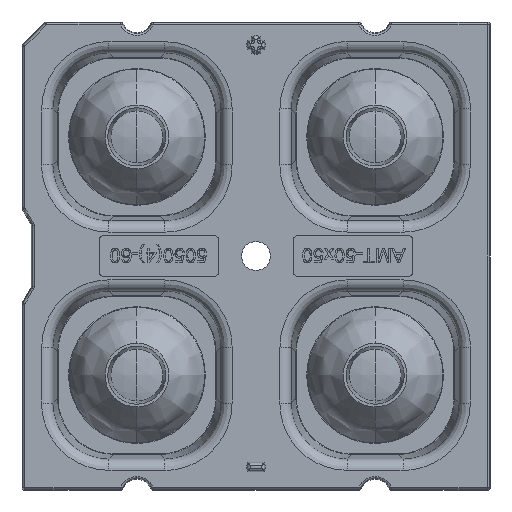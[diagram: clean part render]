
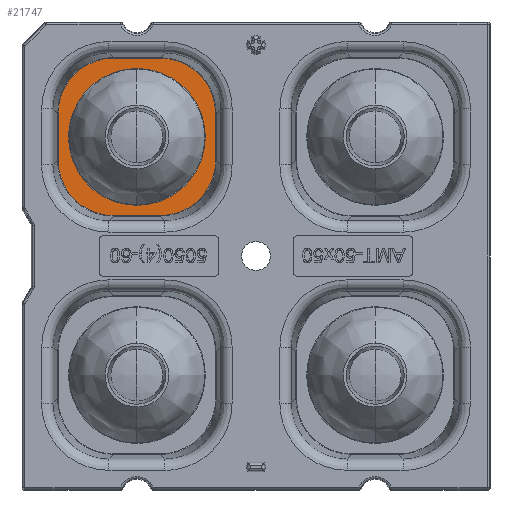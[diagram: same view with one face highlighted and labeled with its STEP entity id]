
A CAD part, front view. The second image highlights one B-rep face of the part: STEP entity #21747.
In plain terms, the highlighted planar face has unit normal (0, -1, 0).
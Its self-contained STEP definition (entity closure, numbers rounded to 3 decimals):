
#966 = VERTEX_POINT ( 'NONE', #25501 ) ;
#1115 = VERTEX_POINT ( 'NONE', #15981 ) ;
#1468 = CIRCLE ( 'NONE', #9040, 7.295 ) ;
#1810 = CARTESIAN_POINT ( 'NONE',  ( -4.31, 6.5, 15.212 ) ) ;
#1812 = DIRECTION ( 'NONE',  ( 0., 0., 1. ) ) ;
#2037 = DIRECTION ( 'NONE',  ( -1., 0., 0. ) ) ;
#2128 =( BOUNDED_CURVE ( )  B_SPLINE_CURVE ( 3, ( #25754, #19225, #25898, #27990 ),
 .UNSPECIFIED., .F., .F. ) 
 B_SPLINE_CURVE_WITH_KNOTS ( ( 4, 4 ),
 ( 2.36, 3.923 ),
 .UNSPECIFIED. ) 
 CURVE ( )  GEOMETRIC_REPRESENTATION_ITEM ( )  RATIONAL_B_SPLINE_CURVE ( ( 1., 0.807, 0.807, 1. ) ) 
 REPRESENTATION_ITEM ( '' )  );
#2638 = VERTEX_POINT ( 'NONE', #8492 ) ;
#3021 = CARTESIAN_POINT ( 'NONE',  ( -10.188, 6.5, 21.09 ) ) ;
#3389 = EDGE_CURVE ( 'NONE', #15484, #12165, #19690, .T. ) ;
#3414 = CARTESIAN_POINT ( 'NONE',  ( -15.212, 6.5, 4.31 ) ) ;
#4099 = PLANE ( 'NONE',  #6144 ) ;
#4248 = LINE ( 'NONE', #13286, #24283 ) ;
#5287 = EDGE_CURVE ( 'NONE', #1115, #13297, #15215, .T. ) ;
#5742 = LINE ( 'NONE', #16471, #26059 ) ;
#6144 = AXIS2_PLACEMENT_3D ( 'NONE', #12841, #26911, #21903 ) ;
#6427 = CARTESIAN_POINT ( 'NONE',  ( -12.7, 6.5, 5.405 ) ) ;
#6987 = ORIENTED_EDGE ( 'NONE', *, *, #5287, .T. ) ;
#7201 = CARTESIAN_POINT ( 'NONE',  ( -4.31, 6.5, 6.739 ) ) ;
#7433 = CARTESIAN_POINT ( 'NONE',  ( -21.09, 6.5, 15.212 ) ) ;
#7552 = VERTEX_POINT ( 'NONE', #7433 ) ;
#7570 = CARTESIAN_POINT ( 'NONE',  ( -21.09, 6.5, 6.739 ) ) ;
#7648 = EDGE_CURVE ( 'NONE', #7552, #17895, #26521, .T. ) ;
#8492 = CARTESIAN_POINT ( 'NONE',  ( -10.188, 6.5, 4.31 ) ) ;
#8915 = CARTESIAN_POINT ( 'NONE',  ( -4.31, 6.5, 18.661 ) ) ;
#9040 = AXIS2_PLACEMENT_3D ( 'NONE', #19614, #23921, #1812 ) ;
#9128 = LINE ( 'NONE', #20386, #22185 ) ;
#9979 = ORIENTED_EDGE ( 'NONE', *, *, #3389, .T. ) ;
#10076 = EDGE_CURVE ( 'NONE', #966, #2638, #9128, .T. ) ;
#10849 = CARTESIAN_POINT ( 'NONE',  ( -10.188, 6.5, 21.09 ) ) ;
#11510 = CARTESIAN_POINT ( 'NONE',  ( -12.7, 6.5, 19.995 ) ) ;
#12165 = VERTEX_POINT ( 'NONE', #6427 ) ;
#12841 = CARTESIAN_POINT ( 'NONE',  ( 0., 6.5, 0. ) ) ;
#13128 = FACE_OUTER_BOUND ( 'NONE', #18491, .T. ) ;
#13286 = CARTESIAN_POINT ( 'NONE',  ( -15.204, 6.5, 21.09 ) ) ;
#13297 = VERTEX_POINT ( 'NONE', #3021 ) ;
#13390 = VECTOR ( 'NONE', #21797, 1000. ) ;
#13562 = EDGE_CURVE ( 'NONE', #20065, #1115, #5742, .T. ) ;
#13666 = ORIENTED_EDGE ( 'NONE', *, *, #10076, .T. ) ;
#13877 = CARTESIAN_POINT ( 'NONE',  ( -12.7, 6.5, 12.7 ) ) ;
#13895 = EDGE_CURVE ( 'NONE', #2638, #20065, #19099, .T. ) ;
#14666 = CARTESIAN_POINT ( 'NONE',  ( -18.661, 6.5, 4.31 ) ) ;
#14767 = ORIENTED_EDGE ( 'NONE', *, *, #7648, .T. ) ;
#15196 = EDGE_CURVE ( 'NONE', #12165, #15484, #1468, .T. ) ;
#15211 = FACE_BOUND ( 'NONE', #24159, .T. ) ;
#15215 =( BOUNDED_CURVE ( )  B_SPLINE_CURVE ( 3, ( #1810, #8915, #24629, #10849 ),
 .UNSPECIFIED., .F., .F. ) 
 B_SPLINE_CURVE_WITH_KNOTS ( ( 4, 4 ),
 ( 2.36, 3.923 ),
 .UNSPECIFIED. ) 
 CURVE ( )  GEOMETRIC_REPRESENTATION_ITEM ( )  RATIONAL_B_SPLINE_CURVE ( ( 1., 0.807, 0.807, 1. ) ) 
 REPRESENTATION_ITEM ( '' )  );
#15484 = VERTEX_POINT ( 'NONE', #11510 ) ;
#15981 = CARTESIAN_POINT ( 'NONE',  ( -4.31, 6.5, 15.212 ) ) ;
#16471 = CARTESIAN_POINT ( 'NONE',  ( -4.31, 6.5, 15.204 ) ) ;
#16678 = CARTESIAN_POINT ( 'NONE',  ( -15.212, 6.5, 21.09 ) ) ;
#17895 = VERTEX_POINT ( 'NONE', #28342 ) ;
#17927 = ORIENTED_EDGE ( 'NONE', *, *, #15196, .T. ) ;
#17933 = CARTESIAN_POINT ( 'NONE',  ( -4.31, 6.5, 10.188 ) ) ;
#18280 = EDGE_CURVE ( 'NONE', #13297, #18805, #4248, .T. ) ;
#18484 = DIRECTION ( 'NONE',  ( 0., 0., 1. ) ) ;
#18491 = EDGE_LOOP ( 'NONE', ( #20700, #6987, #21027, #21602, #14767, #24183, #13666, #29320 ) ) ;
#18805 = VERTEX_POINT ( 'NONE', #16678 ) ;
#18973 = CARTESIAN_POINT ( 'NONE',  ( -21.09, 6.5, 10.188 ) ) ;
#19099 =( BOUNDED_CURVE ( )  B_SPLINE_CURVE ( 3, ( #27520, #25140, #7201, #20696 ),
 .UNSPECIFIED., .F., .F. ) 
 B_SPLINE_CURVE_WITH_KNOTS ( ( 4, 4 ),
 ( 2.36, 3.923 ),
 .UNSPECIFIED. ) 
 CURVE ( )  GEOMETRIC_REPRESENTATION_ITEM ( )  RATIONAL_B_SPLINE_CURVE ( ( 1., 0.807, 0.807, 1. ) ) 
 REPRESENTATION_ITEM ( '' )  );
#19205 = AXIS2_PLACEMENT_3D ( 'NONE', #13877, #22935, #18484 ) ;
#19225 = CARTESIAN_POINT ( 'NONE',  ( -18.661, 6.5, 21.09 ) ) ;
#19614 = CARTESIAN_POINT ( 'NONE',  ( -12.7, 6.5, 12.7 ) ) ;
#19690 = CIRCLE ( 'NONE', #19205, 7.295 ) ;
#19947 = DIRECTION ( 'NONE',  ( 1., 0., 0. ) ) ;
#20065 = VERTEX_POINT ( 'NONE', #17933 ) ;
#20386 = CARTESIAN_POINT ( 'NONE',  ( -10.196, 6.5, 4.31 ) ) ;
#20696 = CARTESIAN_POINT ( 'NONE',  ( -4.31, 6.5, 10.188 ) ) ;
#20700 = ORIENTED_EDGE ( 'NONE', *, *, #13562, .T. ) ;
#21027 = ORIENTED_EDGE ( 'NONE', *, *, #18280, .T. ) ;
#21602 = ORIENTED_EDGE ( 'NONE', *, *, #28632, .T. ) ;
#21650 = CARTESIAN_POINT ( 'NONE',  ( -21.09, 6.5, 10.196 ) ) ;
#21747 = ADVANCED_FACE ( 'NONE', ( #15211, #13128 ), #4099, .F. ) ;
#21797 = DIRECTION ( 'NONE',  ( 0., 0., -1. ) ) ;
#21903 = DIRECTION ( 'NONE',  ( 0., 0., 1. ) ) ;
#22185 = VECTOR ( 'NONE', #19947, 1000. ) ;
#22935 = DIRECTION ( 'NONE',  ( 0., 1., 0. ) ) ;
#23921 = DIRECTION ( 'NONE',  ( 0., 1., 0. ) ) ;
#24116 =( BOUNDED_CURVE ( )  B_SPLINE_CURVE ( 3, ( #18973, #7570, #14666, #3414 ),
 .UNSPECIFIED., .F., .F. ) 
 B_SPLINE_CURVE_WITH_KNOTS ( ( 4, 4 ),
 ( 2.36, 3.923 ),
 .UNSPECIFIED. ) 
 CURVE ( )  GEOMETRIC_REPRESENTATION_ITEM ( )  RATIONAL_B_SPLINE_CURVE ( ( 1., 0.807, 0.807, 1. ) ) 
 REPRESENTATION_ITEM ( '' )  );
#24159 = EDGE_LOOP ( 'NONE', ( #17927, #9979 ) ) ;
#24183 = ORIENTED_EDGE ( 'NONE', *, *, #29314, .T. ) ;
#24283 = VECTOR ( 'NONE', #2037, 1000. ) ;
#24629 = CARTESIAN_POINT ( 'NONE',  ( -6.739, 6.5, 21.09 ) ) ;
#25140 = CARTESIAN_POINT ( 'NONE',  ( -6.739, 6.5, 4.31 ) ) ;
#25217 = DIRECTION ( 'NONE',  ( 0., 0., 1. ) ) ;
#25501 = CARTESIAN_POINT ( 'NONE',  ( -15.212, 6.5, 4.31 ) ) ;
#25754 = CARTESIAN_POINT ( 'NONE',  ( -15.212, 6.5, 21.09 ) ) ;
#25898 = CARTESIAN_POINT ( 'NONE',  ( -21.09, 6.5, 18.661 ) ) ;
#26059 = VECTOR ( 'NONE', #25217, 1000. ) ;
#26521 = LINE ( 'NONE', #21650, #13390 ) ;
#26911 = DIRECTION ( 'NONE',  ( 0., 1., 0. ) ) ;
#27520 = CARTESIAN_POINT ( 'NONE',  ( -10.188, 6.5, 4.31 ) ) ;
#27990 = CARTESIAN_POINT ( 'NONE',  ( -21.09, 6.5, 15.212 ) ) ;
#28342 = CARTESIAN_POINT ( 'NONE',  ( -21.09, 6.5, 10.188 ) ) ;
#28632 = EDGE_CURVE ( 'NONE', #18805, #7552, #2128, .T. ) ;
#29314 = EDGE_CURVE ( 'NONE', #17895, #966, #24116, .T. ) ;
#29320 = ORIENTED_EDGE ( 'NONE', *, *, #13895, .T. ) ;
